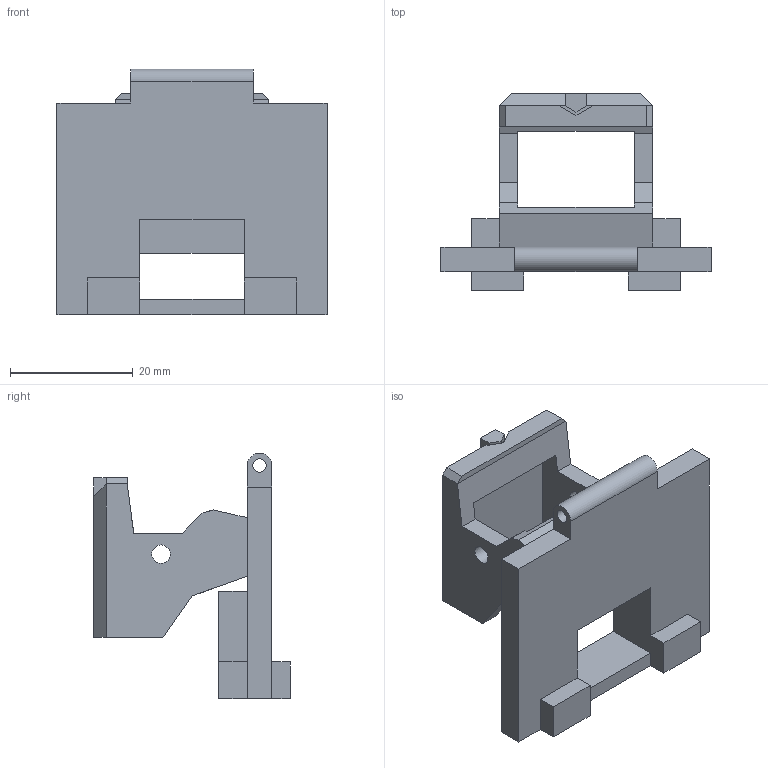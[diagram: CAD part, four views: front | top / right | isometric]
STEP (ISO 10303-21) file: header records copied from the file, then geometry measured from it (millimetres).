
FILE_DESCRIPTION(/* description */ (''),/* implementation_level */ '2;1');
FILE_NAME(/* name */ '',/* time_stamp */ '2024-06-17T20:19:05+09:00',/* author */ (''),/* organization */ (''),/* preprocessor_version */ 'ST-DEVELOPER v20',/* originating_system */ 'Autodesk Translation Framework v13.14.0.145',/* authorisation */ '');
FILE_SCHEMA (('AUTOMOTIVE_DESIGN { 1 0 10303 214 3 1 1 }'));
Length unit declared in the file: millimetre
Products named in the file (1): ヘッド
Bounding box: 44 x 32 x 40 mm (x, y, z)
Volume: 12188.8 mm3; surface area: 8167 mm2
Topology: 1 solids, 1 shells, 74 faces, 208 edges, 136 vertices
Faces by surface type: plane 68, cylinder 6
Full cylindrical faces by diameter (mm): 2.2 x1, 3 x2, 4 x2
Entity records: 2400 total; most frequent: CARTESIAN_POINT 419, ORIENTED_EDGE 416, DIRECTION 370, EDGE_CURVE 208, LINE 196, VECTOR 196, VERTEX_POINT 136, AXIS2_PLACEMENT_3D 87
